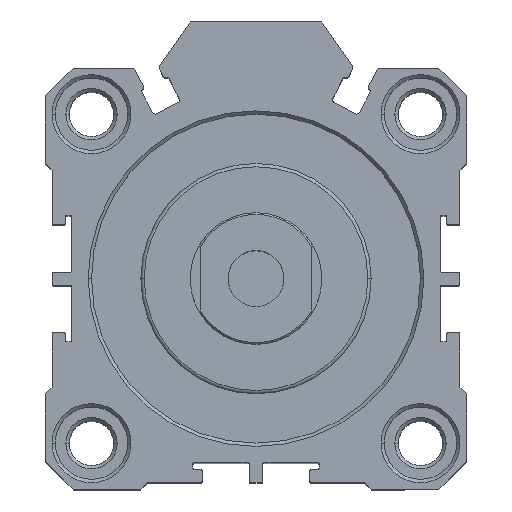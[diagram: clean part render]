
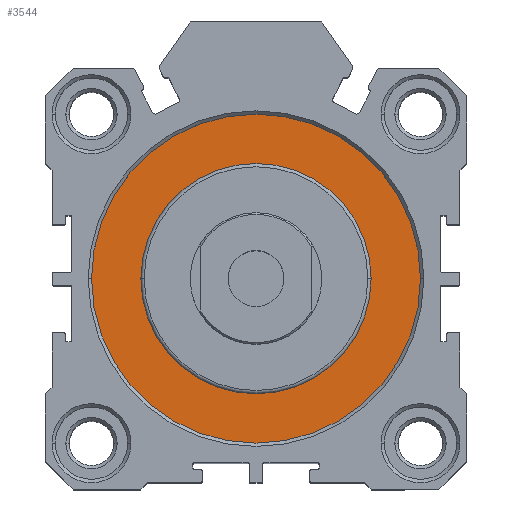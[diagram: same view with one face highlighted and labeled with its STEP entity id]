
A CAD part, top view. The second image highlights one B-rep face of the part: STEP entity #3544.
In plain terms, the highlighted planar face has unit normal (0, 0, 1).
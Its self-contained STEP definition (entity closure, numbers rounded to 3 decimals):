
#216 = CARTESIAN_POINT ( 'NONE',  ( -17.5, 0., 31.25 ) ) ;
#239 = CARTESIAN_POINT ( 'NONE',  ( 0., 0., 31.25 ) ) ;
#568 = DIRECTION ( 'NONE',  ( 1., 0., 0. ) ) ;
#574 = VERTEX_POINT ( 'NONE', #6955 ) ;
#784 = CIRCLE ( 'NONE', #2981, 25. ) ;
#870 = DIRECTION ( 'NONE',  ( 1., 0., 0. ) ) ;
#873 = EDGE_LOOP ( 'NONE', ( #1648, #4806 ) ) ;
#1132 = CARTESIAN_POINT ( 'NONE',  ( 0., 0., 31.25 ) ) ;
#1186 = DIRECTION ( 'NONE',  ( 0., 0., 1. ) ) ;
#1413 = AXIS2_PLACEMENT_3D ( 'NONE', #4900, #1186, #5525 ) ;
#1451 = DIRECTION ( 'NONE',  ( 1., 0., 0. ) ) ;
#1641 = EDGE_CURVE ( 'NONE', #4404, #5015, #784, .T. ) ;
#1648 = ORIENTED_EDGE ( 'NONE', *, *, #4143, .T. ) ;
#1755 = DIRECTION ( 'NONE',  ( 1., 0., 0. ) ) ;
#2981 = AXIS2_PLACEMENT_3D ( 'NONE', #1132, #5475, #1755 ) ;
#3378 = ORIENTED_EDGE ( 'NONE', *, *, #6546, .F. ) ;
#3544 = ADVANCED_FACE ( 'NONE', ( #4751, #7811 ), #6956, .T. ) ;
#3588 = EDGE_CURVE ( 'NONE', #574, #4736, #4167, .T. ) ;
#3628 = ORIENTED_EDGE ( 'NONE', *, *, #3588, .F. ) ;
#4143 = EDGE_CURVE ( 'NONE', #5015, #4404, #7003, .T. ) ;
#4167 = CIRCLE ( 'NONE', #6826, 17.5 ) ;
#4295 = DIRECTION ( 'NONE',  ( 0., 0., 1. ) ) ;
#4404 = VERTEX_POINT ( 'NONE', #5128 ) ;
#4590 = DIRECTION ( 'NONE',  ( 0., 0., 1. ) ) ;
#4736 = VERTEX_POINT ( 'NONE', #216 ) ;
#4751 = FACE_BOUND ( 'NONE', #7185, .T. ) ;
#4806 = ORIENTED_EDGE ( 'NONE', *, *, #1641, .T. ) ;
#4882 = CARTESIAN_POINT ( 'NONE',  ( 25., 0., 31.25 ) ) ;
#4900 = CARTESIAN_POINT ( 'NONE',  ( 0., 0., 31.25 ) ) ;
#5015 = VERTEX_POINT ( 'NONE', #4882 ) ;
#5128 = CARTESIAN_POINT ( 'NONE',  ( -25., 0., 31.25 ) ) ;
#5159 = DIRECTION ( 'NONE',  ( 0., 0., 1. ) ) ;
#5475 = DIRECTION ( 'NONE',  ( 0., 0., 1. ) ) ;
#5525 = DIRECTION ( 'NONE',  ( 1., 0., 0. ) ) ;
#6245 = AXIS2_PLACEMENT_3D ( 'NONE', #7959, #4295, #568 ) ;
#6365 = CARTESIAN_POINT ( 'NONE',  ( 0., 0., 31.25 ) ) ;
#6416 = AXIS2_PLACEMENT_3D ( 'NONE', #6365, #5159, #1451 ) ;
#6546 = EDGE_CURVE ( 'NONE', #4736, #574, #6893, .T. ) ;
#6826 = AXIS2_PLACEMENT_3D ( 'NONE', #239, #4590, #870 ) ;
#6893 = CIRCLE ( 'NONE', #6245, 17.5 ) ;
#6955 = CARTESIAN_POINT ( 'NONE',  ( 17.5, 0., 31.25 ) ) ;
#6956 = PLANE ( 'NONE',  #6416 ) ;
#7003 = CIRCLE ( 'NONE', #1413, 25. ) ;
#7185 = EDGE_LOOP ( 'NONE', ( #3378, #3628 ) ) ;
#7811 = FACE_OUTER_BOUND ( 'NONE', #873, .T. ) ;
#7959 = CARTESIAN_POINT ( 'NONE',  ( 0., 0., 31.25 ) ) ;
